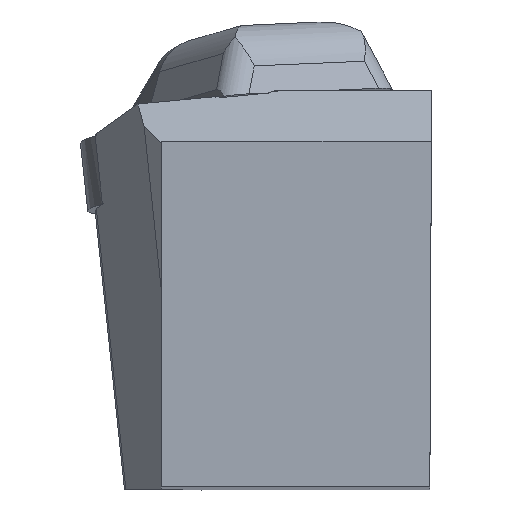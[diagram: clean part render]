
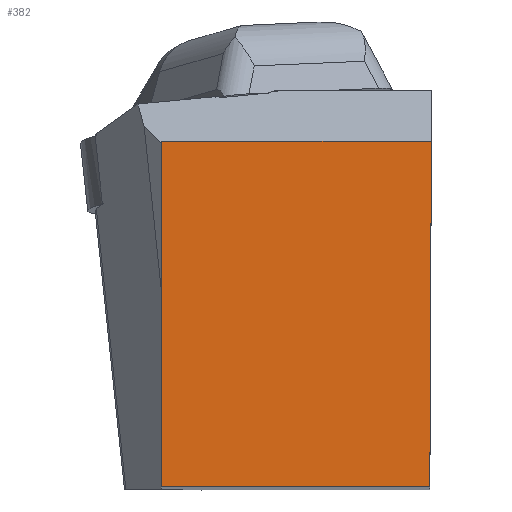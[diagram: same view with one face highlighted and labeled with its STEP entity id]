
A CAD part, top view. The second image highlights one B-rep face of the part: STEP entity #382.
In plain terms, the highlighted planar face has unit normal (0, 0, 1).
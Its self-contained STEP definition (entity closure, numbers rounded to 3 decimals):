
#107=FACE_OUTER_BOUND('',#497,.T.);
#170=LINE('',#1672,#268);
#175=LINE('',#1681,#273);
#180=LINE('',#1690,#278);
#181=LINE('',#1692,#279);
#268=VECTOR('',#1308,1.);
#273=VECTOR('',#1315,1.);
#278=VECTOR('',#1324,1.);
#279=VECTOR('',#1325,1.);
#382=ADVANCED_FACE('BLANK_BOXF006',(#107),#431,.F.);
#431=PLANE('',#1162);
#497=EDGE_LOOP('',(#605,#606,#607,#608));
#605=ORIENTED_EDGE('',*,*,#959,.F.);
#606=ORIENTED_EDGE('',*,*,#954,.F.);
#607=ORIENTED_EDGE('',*,*,#949,.F.);
#608=ORIENTED_EDGE('',*,*,#960,.F.);
#851=VERTEX_POINT('',#1671);
#852=VERTEX_POINT('',#1673);
#855=VERTEX_POINT('',#1682);
#857=VERTEX_POINT('',#1691);
#949=EDGE_CURVE('',#851,#852,#170,.T.);
#954=EDGE_CURVE('',#852,#855,#175,.T.);
#959=EDGE_CURVE('',#855,#857,#180,.T.);
#960=EDGE_CURVE('',#857,#851,#181,.T.);
#1162=AXIS2_PLACEMENT_3D('',#1693,#1326,#1327);
#1308=DIRECTION('',(-0.004,-1.,0.));
#1315=DIRECTION('',(-1.,0.,0.));
#1324=DIRECTION('',(0.,1.,0.));
#1325=DIRECTION('',(1.,0.,0.));
#1326=DIRECTION('',(0.,0.,-1.));
#1327=DIRECTION('',(-1.,0.,0.));
#1671=CARTESIAN_POINT('',(0.,31.85,0.));
#1672=CARTESIAN_POINT('',(0.674,186.348,0.));
#1673=CARTESIAN_POINT('',(-0.139,0.,0.));
#1681=CARTESIAN_POINT('',(186.35,0.,0.));
#1682=CARTESIAN_POINT('',(-24.875,0.,0.));
#1690=CARTESIAN_POINT('',(-24.875,-186.35,0.));
#1691=CARTESIAN_POINT('',(-24.875,31.85,0.));
#1692=CARTESIAN_POINT('',(-186.35,31.85,0.));
#1693=CARTESIAN_POINT('',(-47.35,-5.,0.));
